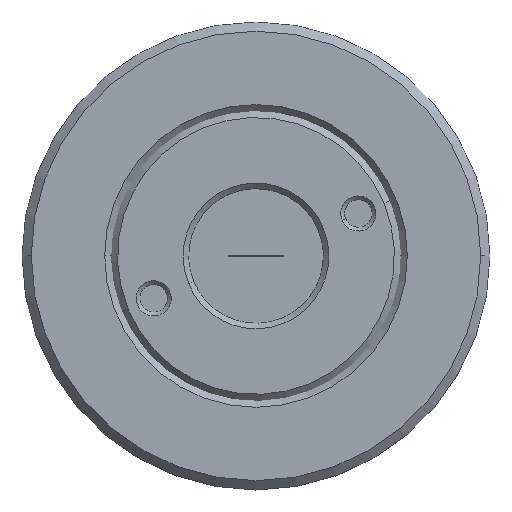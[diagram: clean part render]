
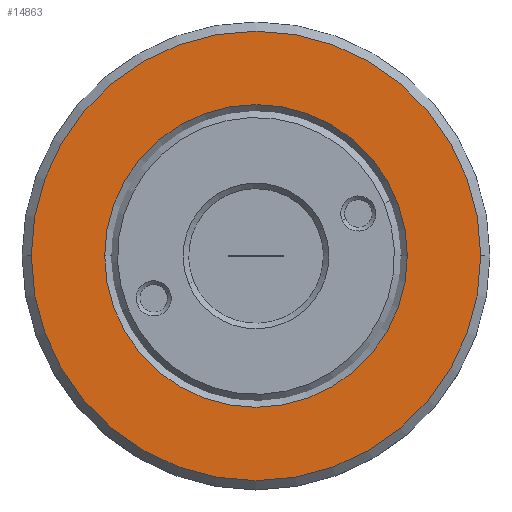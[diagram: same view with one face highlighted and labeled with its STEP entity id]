
A CAD part, top view. The second image highlights one B-rep face of the part: STEP entity #14863.
In plain terms, the highlighted planar face has unit normal (0, 0, 1).
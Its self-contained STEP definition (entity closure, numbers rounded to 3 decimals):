
#74 = AXIS2_PLACEMENT_3D ( 'NONE', #13660, #2937, #584 ) ;
#561 = ORIENTED_EDGE ( 'NONE', *, *, #7089, .F. ) ;
#584 = DIRECTION ( 'NONE',  ( 1., 0., 0. ) ) ;
#1588 = DIRECTION ( 'NONE',  ( 0., 0., -1. ) ) ;
#2861 = FACE_BOUND ( 'NONE', #8997, .T. ) ;
#2937 = DIRECTION ( 'NONE',  ( 0., 0., 1. ) ) ;
#3453 = CIRCLE ( 'NONE', #9688, 12.175 ) ;
#3622 = EDGE_CURVE ( 'NONE', #12836, #13292, #11997, .T. ) ;
#4106 = PLANE ( 'NONE',  #74 ) ;
#4204 = CARTESIAN_POINT ( 'NONE',  ( -42.448, 16.68, 1.466 ) ) ;
#4500 = CIRCLE ( 'NONE', #14253, 12.175 ) ;
#5070 = CARTESIAN_POINT ( 'NONE',  ( -42.448, 16.68, 1.466 ) ) ;
#6524 = DIRECTION ( 'NONE',  ( -1., 0., 0. ) ) ;
#6623 = CARTESIAN_POINT ( 'NONE',  ( -34.248, 16.68, 1.466 ) ) ;
#7089 = EDGE_CURVE ( 'NONE', #13074, #15391, #3453, .T. ) ;
#7373 = DIRECTION ( 'NONE',  ( 1., 0., 0. ) ) ;
#7450 = CARTESIAN_POINT ( 'NONE',  ( -42.448, 16.68, 1.466 ) ) ;
#7806 = DIRECTION ( 'NONE',  ( 0., 0., -1. ) ) ;
#8521 = CARTESIAN_POINT ( 'NONE',  ( -42.448, 16.68, 1.466 ) ) ;
#8997 = EDGE_LOOP ( 'NONE', ( #11453, #13709 ) ) ;
#9378 = CARTESIAN_POINT ( 'NONE',  ( -50.648, 16.68, 1.466 ) ) ;
#9688 = AXIS2_PLACEMENT_3D ( 'NONE', #8521, #12471, #6524 ) ;
#10188 = CARTESIAN_POINT ( 'NONE',  ( -54.623, 16.68, 1.466 ) ) ;
#10380 = EDGE_LOOP ( 'NONE', ( #12390, #561 ) ) ;
#10586 = CIRCLE ( 'NONE', #11333, 8.2 ) ;
#11019 = DIRECTION ( 'NONE',  ( 0., 0., -1. ) ) ;
#11333 = AXIS2_PLACEMENT_3D ( 'NONE', #7450, #1588, #7373 ) ;
#11453 = ORIENTED_EDGE ( 'NONE', *, *, #3622, .T. ) ;
#11997 = CIRCLE ( 'NONE', #14516, 8.2 ) ;
#11998 = EDGE_CURVE ( 'NONE', #15391, #13074, #4500, .T. ) ;
#12390 = ORIENTED_EDGE ( 'NONE', *, *, #11998, .F. ) ;
#12471 = DIRECTION ( 'NONE',  ( 0., 0., -1. ) ) ;
#12576 = DIRECTION ( 'NONE',  ( -1., 0., 0. ) ) ;
#12836 = VERTEX_POINT ( 'NONE', #6623 ) ;
#13074 = VERTEX_POINT ( 'NONE', #14407 ) ;
#13127 = DIRECTION ( 'NONE',  ( 1., 0., 0. ) ) ;
#13292 = VERTEX_POINT ( 'NONE', #9378 ) ;
#13660 = CARTESIAN_POINT ( 'NONE',  ( -42.448, 16.68, 1.466 ) ) ;
#13709 = ORIENTED_EDGE ( 'NONE', *, *, #15239, .T. ) ;
#14253 = AXIS2_PLACEMENT_3D ( 'NONE', #4204, #7806, #12576 ) ;
#14407 = CARTESIAN_POINT ( 'NONE',  ( -30.273, 16.68, 1.466 ) ) ;
#14516 = AXIS2_PLACEMENT_3D ( 'NONE', #5070, #11019, #13127 ) ;
#14837 = FACE_OUTER_BOUND ( 'NONE', #10380, .T. ) ;
#14863 = ADVANCED_FACE ( 'NONE', ( #2861, #14837 ), #4106, .T. ) ;
#15239 = EDGE_CURVE ( 'NONE', #13292, #12836, #10586, .T. ) ;
#15391 = VERTEX_POINT ( 'NONE', #10188 ) ;
